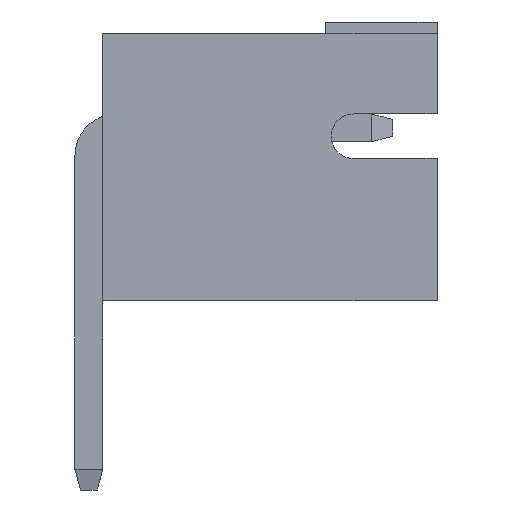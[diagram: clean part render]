
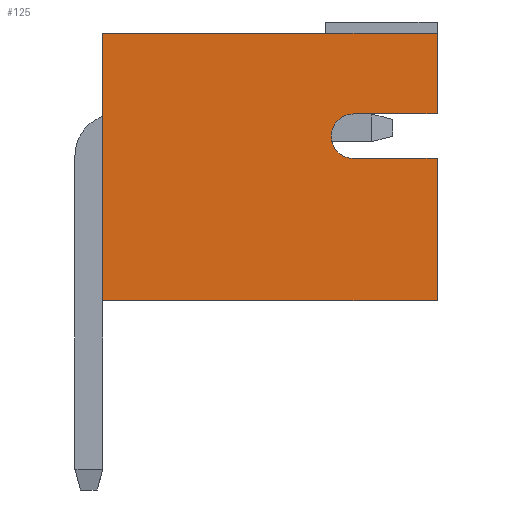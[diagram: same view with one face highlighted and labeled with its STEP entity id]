
A CAD part, left-side view. The second image highlights one B-rep face of the part: STEP entity #125.
In plain terms, the highlighted planar face has unit normal (-1, 0, 0).
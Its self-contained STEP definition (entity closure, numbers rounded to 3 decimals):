
#125=ADVANCED_FACE('',(#3700),#3702,.T.);
#3700=FACE_BOUND('',#3701,.T.);
#3701=EDGE_LOOP('',(#6598,#6599,#6600,#6601,#6602,#6603,#6604,#6605));
#3702=PLANE('',#3703);
#3703=AXIS2_PLACEMENT_3D('',#3704,#3705,#3706);
#3704=CARTESIAN_POINT('',(-1.95,0.,0.));
#3705=DIRECTION('',(-1.,0.,0.));
#3706=DIRECTION('',(0.,0.,1.));
#6598=ORIENTED_EDGE('',*,*,#8591,.T.);
#6599=ORIENTED_EDGE('',*,*,#8507,.T.);
#6600=ORIENTED_EDGE('',*,*,#8585,.T.);
#6601=ORIENTED_EDGE('',*,*,#8592,.T.);
#6602=ORIENTED_EDGE('',*,*,#8593,.T.);
#6603=ORIENTED_EDGE('',*,*,#8594,.T.);
#6604=ORIENTED_EDGE('',*,*,#8595,.T.);
#6605=ORIENTED_EDGE('',*,*,#8596,.T.);
#8507=EDGE_CURVE('',#9518,#9516,#9519,.T.);
#8585=EDGE_CURVE('',#9516,#9668,#9670,.T.);
#8591=EDGE_CURVE('',#9678,#9518,#9679,.F.);
#8592=EDGE_CURVE('',#9668,#9680,#9681,.T.);
#8593=EDGE_CURVE('',#9680,#9682,#9683,.T.);
#8594=EDGE_CURVE('',#9682,#9684,#9685,.T.);
#8595=EDGE_CURVE('',#9684,#9686,#9687,.F.);
#8596=EDGE_CURVE('',#9686,#9678,#9688,.F.);
#9516=VERTEX_POINT('',#11161);
#9518=VERTEX_POINT('',#11165);
#9519=LINE('',#11166,#11167);
#9668=VERTEX_POINT('',#11469);
#9670=LINE('',#11473,#11474);
#9678=VERTEX_POINT('',#11493);
#9679=LINE('',#11494,#11495);
#9680=VERTEX_POINT('',#11497);
#9681=LINE('',#11498,#11499);
#9682=VERTEX_POINT('',#11501);
#9683=LINE('',#11502,#11503);
#9684=VERTEX_POINT('',#11505);
#9685=LINE('',#11506,#11507);
#9686=VERTEX_POINT('',#11509);
#9687=LINE('',#11510,#11511);
#9688=CIRCLE('',#11513,0.4);
#11161=CARTESIAN_POINT('',(-1.95,-6.25,4.8));
#11165=CARTESIAN_POINT('',(-1.95,-6.25,3.35));
#11166=CARTESIAN_POINT('',(-1.95,-6.25,3.35));
#11167=VECTOR('',#11168,1.);
#11168=DIRECTION('',(0.,0.,1.));
#11469=CARTESIAN_POINT('',(-1.95,-0.25,4.8));
#11473=CARTESIAN_POINT('',(-1.95,-6.25,4.8));
#11474=VECTOR('',#11475,1.);
#11475=DIRECTION('',(0.,1.,0.));
#11493=CARTESIAN_POINT('',(-1.95,-4.75,3.35));
#11494=CARTESIAN_POINT('',(-1.95,-6.25,3.35));
#11495=VECTOR('',#11496,1.);
#11496=DIRECTION('',(0.,1.,0.));
#11497=CARTESIAN_POINT('',(-1.95,-0.25,0.));
#11498=CARTESIAN_POINT('',(-1.95,-0.25,4.8));
#11499=VECTOR('',#11500,1.);
#11500=DIRECTION('',(0.,0.,-1.));
#11501=CARTESIAN_POINT('',(-1.95,-6.25,0.));
#11502=CARTESIAN_POINT('',(-1.95,-0.25,0.));
#11503=VECTOR('',#11504,1.);
#11504=DIRECTION('',(0.,-1.,0.));
#11505=CARTESIAN_POINT('',(-1.95,-6.25,2.55));
#11506=CARTESIAN_POINT('',(-1.95,-6.25,0.));
#11507=VECTOR('',#11508,1.);
#11508=DIRECTION('',(0.,0.,1.));
#11509=CARTESIAN_POINT('',(-1.95,-4.75,2.55));
#11510=CARTESIAN_POINT('',(-1.95,-4.75,2.55));
#11511=VECTOR('',#11512,1.);
#11512=DIRECTION('',(0.,-1.,0.));
#11513=AXIS2_PLACEMENT_3D('',#11514,#11515,#11516);
#11514=CARTESIAN_POINT('',(-1.95,-4.75,2.95));
#11515=DIRECTION('',(-1.,0.,0.));
#11516=DIRECTION('',(0.,0.,1.));
